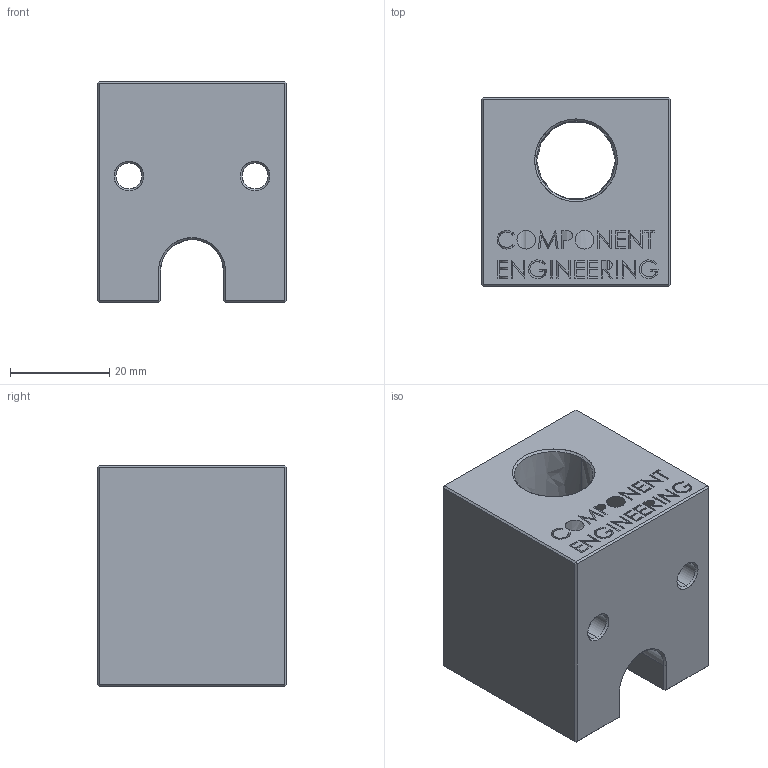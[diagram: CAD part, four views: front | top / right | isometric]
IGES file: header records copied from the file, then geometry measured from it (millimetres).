
Start section: SolidWorks IGES file using analytic representation for surfaces
Global section: file name: SM_500.IGS; native system: SolidWorks 2007; preprocessor: SolidWorks 2007; author: tmiller; date: 080912.193812; units: inch
Bounding box: 38.1 x 38.1 x 44.55 mm (x, y, z)
Surface area: 12867 mm2 (no closed solid volume)
Topology: 0 solids, 0 shells, 134 faces, 1507 edges, 1503 vertices
Faces by surface type: bspline 91, revolution 43
